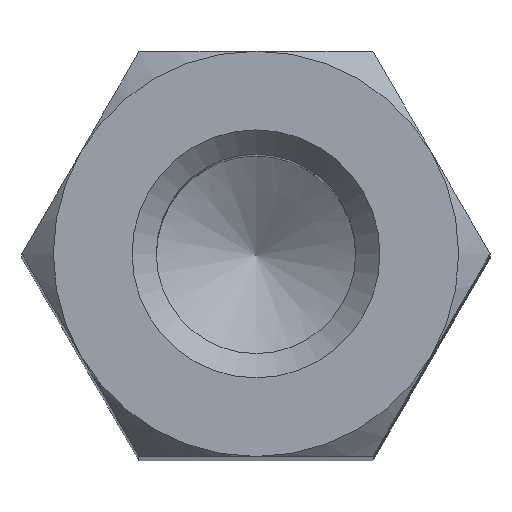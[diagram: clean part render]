
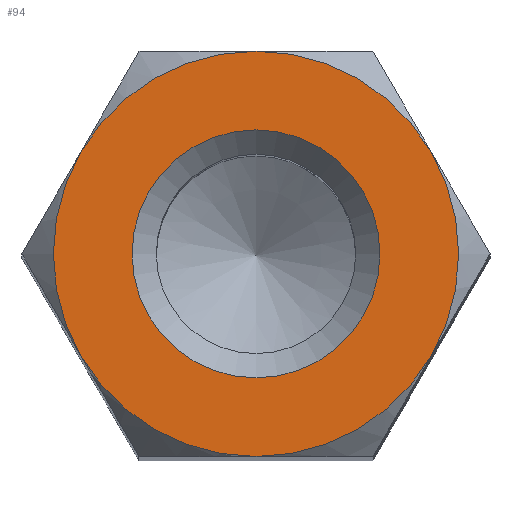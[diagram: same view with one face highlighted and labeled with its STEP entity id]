
A CAD part, top view. The second image highlights one B-rep face of the part: STEP entity #94.
In plain terms, the highlighted planar face has unit normal (0, 0, 1).
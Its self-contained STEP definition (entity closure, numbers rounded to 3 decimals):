
#94 = ADVANCED_FACE( '', ( #196, #197 ), #198, .T. );
#196 = FACE_BOUND( '', #297, .T. );
#197 = FACE_OUTER_BOUND( '', #298, .T. );
#198 = PLANE( '', #299 );
#297 = EDGE_LOOP( '', ( #477 ) );
#298 = EDGE_LOOP( '', ( #478, #479, #480, #481, #482, #483 ) );
#299 = AXIS2_PLACEMENT_3D( '', #484, #485, #486 );
#477 = ORIENTED_EDGE( '', *, *, #576, .T. );
#478 = ORIENTED_EDGE( '', *, *, #594, .F. );
#479 = ORIENTED_EDGE( '', *, *, #549, .F. );
#480 = ORIENTED_EDGE( '', *, *, #560, .F. );
#481 = ORIENTED_EDGE( '', *, *, #604, .T. );
#482 = ORIENTED_EDGE( '', *, *, #585, .F. );
#483 = ORIENTED_EDGE( '', *, *, #582, .F. );
#484 = CARTESIAN_POINT( '', ( 0., 0., 15. ) );
#485 = DIRECTION( '', ( 0., 0., 1. ) );
#486 = DIRECTION( '', ( 1., 0., 0. ) );
#549 = EDGE_CURVE( '', #636, #639, #640, .F. );
#560 = EDGE_CURVE( '', #628, #636, #656, .F. );
#576 = EDGE_CURVE( '', #679, #679, #680, .T. );
#582 = EDGE_CURVE( '', #667, #686, #687, .F. );
#585 = EDGE_CURVE( '', #686, #690, #691, .F. );
#594 = EDGE_CURVE( '', #639, #667, #703, .F. );
#604 = EDGE_CURVE( '', #628, #690, #714, .T. );
#628 = VERTEX_POINT( '', #746 );
#636 = VERTEX_POINT( '', #772 );
#639 = VERTEX_POINT( '', #780 );
#640 = CIRCLE( '', #781, 2.5 );
#656 = CIRCLE( '', #818, 2.5 );
#667 = VERTEX_POINT( '', #847 );
#679 = VERTEX_POINT( '', #879 );
#680 = CIRCLE( '', #880, 1.53 );
#686 = VERTEX_POINT( '', #886 );
#687 = CIRCLE( '', #887, 2.5 );
#690 = VERTEX_POINT( '', #897 );
#691 = CIRCLE( '', #898, 2.5 );
#703 = CIRCLE( '', #940, 2.5 );
#714 = CIRCLE( '', #964, 2.5 );
#746 = CARTESIAN_POINT( '', ( 0., 2.5, 15. ) );
#772 = CARTESIAN_POINT( '', ( 2.165, 1.25, 15. ) );
#780 = CARTESIAN_POINT( '', ( 2.165, -1.25, 15. ) );
#781 = AXIS2_PLACEMENT_3D( '', #995, #996, #997 );
#818 = AXIS2_PLACEMENT_3D( '', #1007, #1008, #1009 );
#847 = CARTESIAN_POINT( '', ( 0., -2.5, 15. ) );
#879 = CARTESIAN_POINT( '', ( 0., 1.53, 15. ) );
#880 = AXIS2_PLACEMENT_3D( '', #1021, #1022, #1023 );
#886 = CARTESIAN_POINT( '', ( -2.165, -1.25, 15. ) );
#887 = AXIS2_PLACEMENT_3D( '', #1027, #1028, #1029 );
#897 = CARTESIAN_POINT( '', ( -2.165, 1.25, 15. ) );
#898 = AXIS2_PLACEMENT_3D( '', #1030, #1031, #1032 );
#940 = AXIS2_PLACEMENT_3D( '', #1034, #1035, #1036 );
#964 = AXIS2_PLACEMENT_3D( '', #1047, #1048, #1049 );
#995 = CARTESIAN_POINT( '', ( 0., 0., 15. ) );
#996 = DIRECTION( '', ( 0., 0., 1. ) );
#997 = DIRECTION( '', ( 1., 0., 0. ) );
#1007 = CARTESIAN_POINT( '', ( 0., 0., 15. ) );
#1008 = DIRECTION( '', ( 0., 0., 1. ) );
#1009 = DIRECTION( '', ( 1., 0., 0. ) );
#1021 = CARTESIAN_POINT( '', ( 0., 0., 15. ) );
#1022 = DIRECTION( '', ( 0., 0., -1. ) );
#1023 = DIRECTION( '', ( 0., 1., 0. ) );
#1027 = CARTESIAN_POINT( '', ( 0., 0., 15. ) );
#1028 = DIRECTION( '', ( 0., 0., 1. ) );
#1029 = DIRECTION( '', ( 1., 0., 0. ) );
#1030 = CARTESIAN_POINT( '', ( 0., 0., 15. ) );
#1031 = DIRECTION( '', ( 0., 0., 1. ) );
#1032 = DIRECTION( '', ( 1., 0., 0. ) );
#1034 = CARTESIAN_POINT( '', ( 0., 0., 15. ) );
#1035 = DIRECTION( '', ( 0., 0., 1. ) );
#1036 = DIRECTION( '', ( 1., 0., 0. ) );
#1047 = CARTESIAN_POINT( '', ( 0., 0., 15. ) );
#1048 = DIRECTION( '', ( 0., 0., 1. ) );
#1049 = DIRECTION( '', ( 1., 0., 0. ) );
